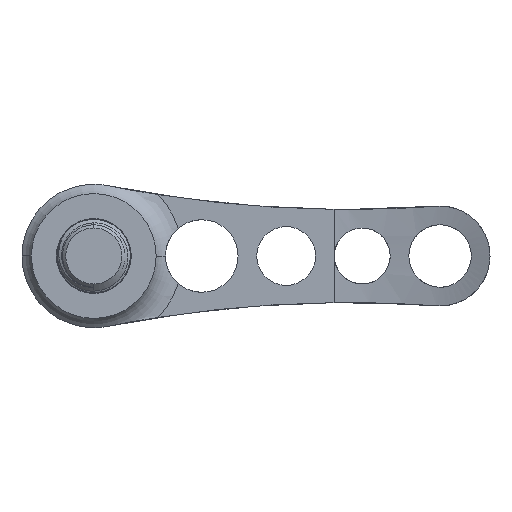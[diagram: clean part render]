
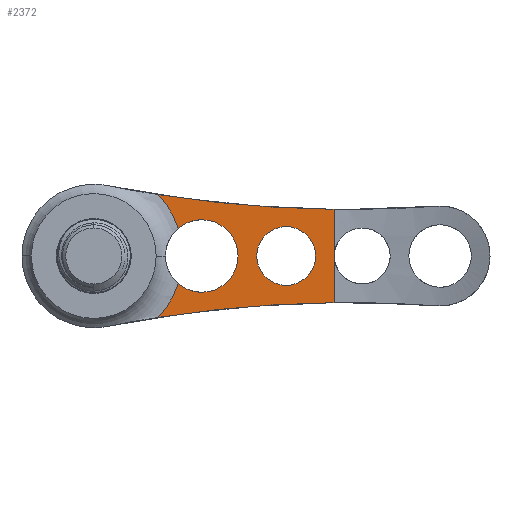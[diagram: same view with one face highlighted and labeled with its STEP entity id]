
A CAD part, left-side view. The second image highlights one B-rep face of the part: STEP entity #2372.
In plain terms, the highlighted face is planar.
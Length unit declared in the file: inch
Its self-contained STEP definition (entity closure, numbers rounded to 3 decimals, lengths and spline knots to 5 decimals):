
#44 = CARTESIAN_POINT ( 'NONE',  ( -0.22877, 1.50351, 0.19685 ) ) ;
#145 = DIRECTION ( 'NONE',  ( 0., 0., -1. ) ) ;
#365 = VERTEX_POINT ( 'NONE', #6996 ) ;
#464 = ORIENTED_EDGE ( 'NONE', *, *, #3064, .T. ) ;
#498 = EDGE_CURVE ( 'NONE', #6344, #3180, #4294, .T. ) ;
#536 = CARTESIAN_POINT ( 'NONE',  ( 0.22877, 1.50351, 0.19685 ) ) ;
#574 = EDGE_CURVE ( 'NONE', #4350, #4606, #1310, .T. ) ;
#690 = CARTESIAN_POINT ( 'NONE',  ( 0.38746, 1.7793, 0.19685 ) ) ;
#740 = EDGE_CURVE ( 'NONE', #2140, #7215, #5246, .T. ) ;
#787 = DIRECTION ( 'NONE',  ( 0., -1., 0. ) ) ;
#887 = DIRECTION ( 'NONE',  ( 0., 0., -1. ) ) ;
#924 = LINE ( 'NONE', #2459, #1789 ) ;
#963 = CARTESIAN_POINT ( 'NONE',  ( 0., 1.50351, 0.19685 ) ) ;
#975 = DIRECTION ( 'NONE',  ( 0., 0., -1. ) ) ;
#990 = AXIS2_PLACEMENT_3D ( 'NONE', #4970, #2855, #7989 ) ;
#1126 = CARTESIAN_POINT ( 'NONE',  ( 0., 1.50351, 0.19685 ) ) ;
#1310 = CIRCLE ( 'NONE', #2565, 0.22877 ) ;
#1424 = VERTEX_POINT ( 'NONE', #3911 ) ;
#1490 = ORIENTED_EDGE ( 'NONE', *, *, #4117, .T. ) ;
#1645 = CIRCLE ( 'NONE', #8900, 0.22877 ) ;
#1682 = DIRECTION ( 'NONE',  ( -1., 0., 0. ) ) ;
#1789 = VECTOR ( 'NONE', #1682, 39.37008 ) ;
#1822 = AXIS2_PLACEMENT_3D ( 'NONE', #6657, #5315, #8252 ) ;
#1944 = AXIS2_PLACEMENT_3D ( 'NONE', #2469, #145, #787 ) ;
#1961 = EDGE_CURVE ( 'NONE', #3180, #6344, #4435, .T. ) ;
#1981 = CIRCLE ( 'NONE', #7338, 0.22877 ) ;
#2140 = VERTEX_POINT ( 'NONE', #4669 ) ;
#2220 = DIRECTION ( 'NONE',  ( 0., -1., 0. ) ) ;
#2372 = ADVANCED_FACE ( 'NONE', ( #7817, #4058 ), #8344, .T. ) ;
#2437 = CIRCLE ( 'NONE', #1822, 7.73513 ) ;
#2459 = CARTESIAN_POINT ( 'NONE',  ( 1.5, 0.66929, 0.19685 ) ) ;
#2469 = CARTESIAN_POINT ( 'NONE',  ( -8.02913, 0.58051, 0.19685 ) ) ;
#2565 = AXIS2_PLACEMENT_3D ( 'NONE', #1126, #5117, #7196 ) ;
#2766 = DIRECTION ( 'NONE',  ( 0., -1., 0. ) ) ;
#2855 = DIRECTION ( 'NONE',  ( 0., 0., -1. ) ) ;
#2902 = ORIENTED_EDGE ( 'NONE', *, *, #8837, .F. ) ;
#2914 = CARTESIAN_POINT ( 'NONE',  ( 1.5, 2.95276, 0.19685 ) ) ;
#2965 = ORIENTED_EDGE ( 'NONE', *, *, #574, .T. ) ;
#3064 = EDGE_CURVE ( 'NONE', #1424, #4350, #1645, .T. ) ;
#3180 = VERTEX_POINT ( 'NONE', #7126 ) ;
#3355 = AXIS2_PLACEMENT_3D ( 'NONE', #7600, #887, #3850 ) ;
#3452 = CARTESIAN_POINT ( 'NONE',  ( 0., 0.97124, 0.19685 ) ) ;
#3791 = CARTESIAN_POINT ( 'NONE',  ( -0.29451, 0.66929, 0.19685 ) ) ;
#3850 = DIRECTION ( 'NONE',  ( 0., -1., 0. ) ) ;
#3911 = CARTESIAN_POINT ( 'NONE',  ( 0.17424, 1.65176, 0.19685 ) ) ;
#3983 = DIRECTION ( 'NONE',  ( 0., -1., 0. ) ) ;
#4001 = ORIENTED_EDGE ( 'NONE', *, *, #4591, .F. ) ;
#4058 = FACE_OUTER_BOUND ( 'NONE', #6236, .T. ) ;
#4088 = EDGE_CURVE ( 'NONE', #9728, #1424, #7608, .T. ) ;
#4117 = EDGE_CURVE ( 'NONE', #7215, #4528, #5084, .T. ) ;
#4211 = ORIENTED_EDGE ( 'NONE', *, *, #498, .T. ) ;
#4294 = CIRCLE ( 'NONE', #7134, 0.18539 ) ;
#4325 = ORIENTED_EDGE ( 'NONE', *, *, #1961, .T. ) ;
#4350 = VERTEX_POINT ( 'NONE', #536 ) ;
#4435 = CIRCLE ( 'NONE', #8707, 0.18539 ) ;
#4528 = VERTEX_POINT ( 'NONE', #3791 ) ;
#4591 = EDGE_CURVE ( 'NONE', #365, #4528, #924, .T. ) ;
#4606 = VERTEX_POINT ( 'NONE', #44 ) ;
#4669 = CARTESIAN_POINT ( 'NONE',  ( -0.17424, 1.65176, 0.19685 ) ) ;
#4970 = CARTESIAN_POINT ( 'NONE',  ( 0., 2.18504, 0.19685 ) ) ;
#5037 = DIRECTION ( 'NONE',  ( 0., 0., -1. ) ) ;
#5084 = CIRCLE ( 'NONE', #1944, 7.73513 ) ;
#5117 = DIRECTION ( 'NONE',  ( 0., 0., -1. ) ) ;
#5246 = CIRCLE ( 'NONE', #990, 0.56102 ) ;
#5315 = DIRECTION ( 'NONE',  ( 0., 0., 1. ) ) ;
#5545 = DIRECTION ( 'NONE',  ( 0., -1., 0. ) ) ;
#5557 = CARTESIAN_POINT ( 'NONE',  ( 0., 0.97124, 0.19685 ) ) ;
#5980 = ORIENTED_EDGE ( 'NONE', *, *, #740, .T. ) ;
#6018 = DIRECTION ( 'NONE',  ( 0., 0., -1. ) ) ;
#6236 = EDGE_LOOP ( 'NONE', ( #9067, #464, #2965, #8772, #5980, #1490, #4001, #2902 ) ) ;
#6344 = VERTEX_POINT ( 'NONE', #8211 ) ;
#6547 = AXIS2_PLACEMENT_3D ( 'NONE', #2914, #9094, #2220 ) ;
#6657 = CARTESIAN_POINT ( 'NONE',  ( 8.02913, 0.58051, 0.19685 ) ) ;
#6996 = CARTESIAN_POINT ( 'NONE',  ( 0.29451, 0.66929, 0.19685 ) ) ;
#7126 = CARTESIAN_POINT ( 'NONE',  ( -0.18539, 0.97124, 0.19685 ) ) ;
#7134 = AXIS2_PLACEMENT_3D ( 'NONE', #5557, #975, #3983 ) ;
#7196 = DIRECTION ( 'NONE',  ( 0., -1., 0. ) ) ;
#7215 = VERTEX_POINT ( 'NONE', #8250 ) ;
#7338 = AXIS2_PLACEMENT_3D ( 'NONE', #9460, #5037, #7967 ) ;
#7600 = CARTESIAN_POINT ( 'NONE',  ( 0., 2.18504, 0.19685 ) ) ;
#7608 = CIRCLE ( 'NONE', #3355, 0.56102 ) ;
#7731 = EDGE_CURVE ( 'NONE', #4606, #2140, #1981, .T. ) ;
#7817 = FACE_BOUND ( 'NONE', #7827, .T. ) ;
#7827 = EDGE_LOOP ( 'NONE', ( #4325, #4211 ) ) ;
#7967 = DIRECTION ( 'NONE',  ( 0., -1., 0. ) ) ;
#7989 = DIRECTION ( 'NONE',  ( 0., -1., 0. ) ) ;
#8211 = CARTESIAN_POINT ( 'NONE',  ( 0.18539, 0.97124, 0.19685 ) ) ;
#8250 = CARTESIAN_POINT ( 'NONE',  ( -0.38746, 1.7793, 0.19685 ) ) ;
#8252 = DIRECTION ( 'NONE',  ( 0., -1., 0. ) ) ;
#8344 = PLANE ( 'NONE',  #6547 ) ;
#8707 = AXIS2_PLACEMENT_3D ( 'NONE', #3452, #9488, #2766 ) ;
#8772 = ORIENTED_EDGE ( 'NONE', *, *, #7731, .T. ) ;
#8837 = EDGE_CURVE ( 'NONE', #9728, #365, #2437, .T. ) ;
#8900 = AXIS2_PLACEMENT_3D ( 'NONE', #963, #6018, #5545 ) ;
#9067 = ORIENTED_EDGE ( 'NONE', *, *, #4088, .T. ) ;
#9094 = DIRECTION ( 'NONE',  ( 0., 0., 1. ) ) ;
#9460 = CARTESIAN_POINT ( 'NONE',  ( 0., 1.50351, 0.19685 ) ) ;
#9488 = DIRECTION ( 'NONE',  ( 0., 0., -1. ) ) ;
#9728 = VERTEX_POINT ( 'NONE', #690 ) ;
